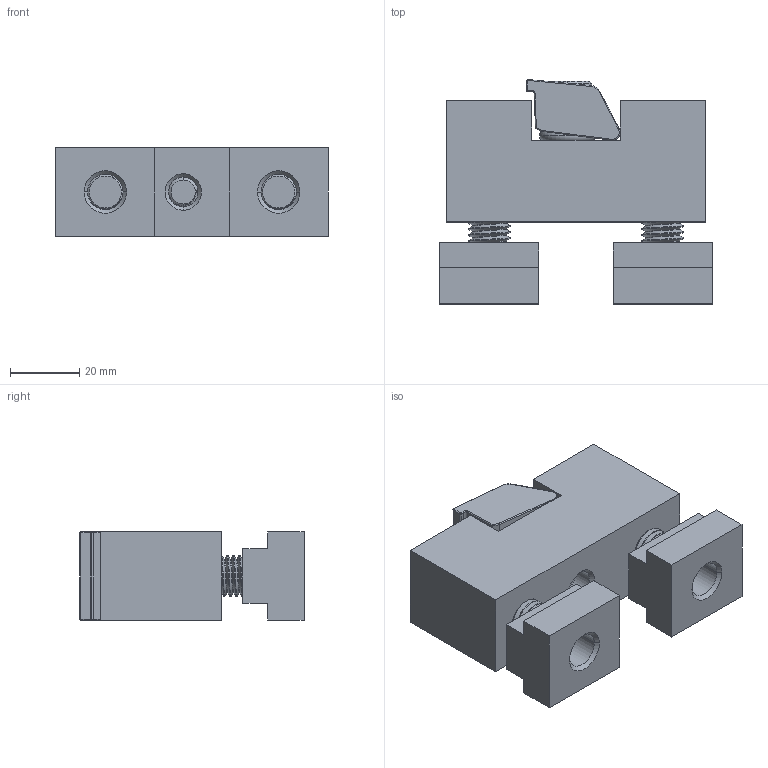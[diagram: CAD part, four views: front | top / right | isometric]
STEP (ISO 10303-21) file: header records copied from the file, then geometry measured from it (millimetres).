
FILE_DESCRIPTION (( 'STEP AP214' ), '1' );
FILE_NAME ('41227.STEP', '2018-08-21T14:51:53', ( 'Mike W' ), ( '' ), 'SwSTEP 2.0', 'SolidWorks 2017', '' );
FILE_SCHEMA (( 'AUTOMOTIVE_DESIGN' ));
Length unit declared in the file: inch
Products named in the file (8): 41227; 56077_56077; 260771_260771; M1025MM SHCS_M1025MM SHCS; 204 O-RING_204 O-RING; M1235MM SHCS_M1235MM SHCS; T-Nuts (Te-Co) (Std Configured)_540161; 412251_412251
Assembly tree (9 placements, depth 3):
  41227
    412251_412251
    T-Nuts (Te-Co) (Std Configured)_540161  x2
    M1235MM SHCS_M1235MM SHCS  x2
    56077_56077
      204 O-RING_204 O-RING
      M1025MM SHCS_M1025MM SHCS
      260771_260771
Bounding box: 78.58 x 64.65 x 25.4 mm (x, y, z)
Volume: 82196.5 mm3; surface area: 33743.6 mm2
Topology: 8 solids, 8 shells, 470 faces, 1215 edges, 762 vertices
Faces by surface type: cylinder 282, plane 77, cone 65, bspline 26, torus 16, sphere 4
Entity records: 16027 total; most frequent: CARTESIAN_POINT 8345, ORIENTED_EDGE 1754, DIRECTION 1353, EDGE_CURVE 877, VERTEX_POINT 546, AXIS2_PLACEMENT_3D 510, EDGE_LOOP 361, ADVANCED_FACE 346
